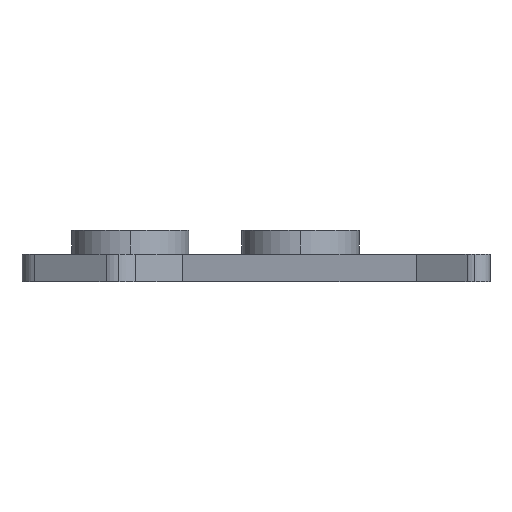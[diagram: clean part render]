
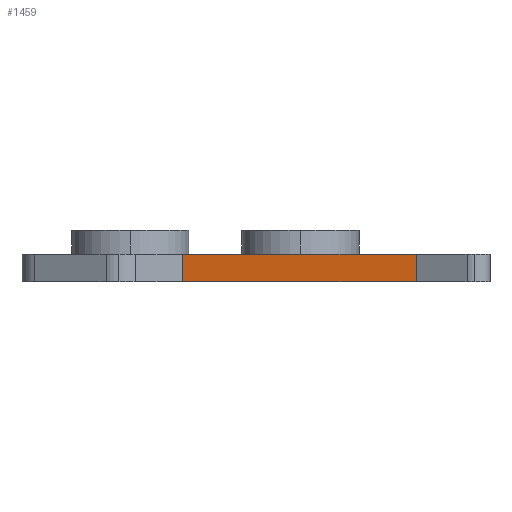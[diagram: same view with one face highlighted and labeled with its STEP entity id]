
A CAD part, left-side view. The second image highlights one B-rep face of the part: STEP entity #1459.
In plain terms, the highlighted planar face has unit normal (-0.5, -0.866, 0).
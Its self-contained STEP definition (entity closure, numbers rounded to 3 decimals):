
#32 = CARTESIAN_POINT ( 'NONE',  ( -31.316, 12.307, 1.6 ) ) ;
#39 = VECTOR ( 'NONE', #698, 1000. ) ;
#55 = EDGE_CURVE ( 'NONE', #1502, #1301, #78, .T. ) ;
#78 = LINE ( 'NONE', #920, #748 ) ;
#81 = EDGE_CURVE ( 'NONE', #1422, #122, #682, .T. ) ;
#98 = ORIENTED_EDGE ( 'NONE', *, *, #55, .T. ) ;
#122 = VERTEX_POINT ( 'NONE', #1407 ) ;
#194 = CARTESIAN_POINT ( 'NONE',  ( -7.5, -1.443, 1.6 ) ) ;
#210 = LINE ( 'NONE', #194, #349 ) ;
#278 = EDGE_CURVE ( 'NONE', #1301, #122, #1452, .T. ) ;
#323 = CARTESIAN_POINT ( 'NONE',  ( -7.5, -1.443, 1.6 ) ) ;
#327 = DIRECTION ( 'NONE',  ( -0.866, 0.5, 0. ) ) ;
#347 = CARTESIAN_POINT ( 'NONE',  ( -7.5, -1.443, 0. ) ) ;
#349 = VECTOR ( 'NONE', #560, 1000. ) ;
#560 = DIRECTION ( 'NONE',  ( 0.866, -0.5, 0. ) ) ;
#681 = EDGE_CURVE ( 'NONE', #1502, #1422, #210, .T. ) ;
#682 = LINE ( 'NONE', #807, #39 ) ;
#685 = DIRECTION ( 'NONE',  ( 0.5, 0.866, 0. ) ) ;
#698 = DIRECTION ( 'NONE',  ( 0., 0., -1. ) ) ;
#730 = ORIENTED_EDGE ( 'NONE', *, *, #278, .T. ) ;
#748 = VECTOR ( 'NONE', #1026, 1000. ) ;
#802 = VECTOR ( 'NONE', #942, 1000. ) ;
#806 = PLANE ( 'NONE',  #1427 ) ;
#807 = CARTESIAN_POINT ( 'NONE',  ( -7.5, -1.443, 1.6 ) ) ;
#920 = CARTESIAN_POINT ( 'NONE',  ( -31.316, 12.307, 1.6 ) ) ;
#923 = CARTESIAN_POINT ( 'NONE',  ( -7.5, -1.443, 1.6 ) ) ;
#942 = DIRECTION ( 'NONE',  ( 0.866, -0.5, 0. ) ) ;
#960 = EDGE_LOOP ( 'NONE', ( #730, #1361, #1319, #98 ) ) ;
#1026 = DIRECTION ( 'NONE',  ( 0., 0., -1. ) ) ;
#1219 = FACE_OUTER_BOUND ( 'NONE', #960, .T. ) ;
#1301 = VERTEX_POINT ( 'NONE', #1475 ) ;
#1319 = ORIENTED_EDGE ( 'NONE', *, *, #681, .F. ) ;
#1361 = ORIENTED_EDGE ( 'NONE', *, *, #81, .F. ) ;
#1407 = CARTESIAN_POINT ( 'NONE',  ( -7.5, -1.443, 0. ) ) ;
#1422 = VERTEX_POINT ( 'NONE', #323 ) ;
#1427 = AXIS2_PLACEMENT_3D ( 'NONE', #923, #685, #327 ) ;
#1452 = LINE ( 'NONE', #347, #802 ) ;
#1459 = ADVANCED_FACE ( 'NONE', ( #1219 ), #806, .F. ) ;
#1475 = CARTESIAN_POINT ( 'NONE',  ( -31.316, 12.307, 0. ) ) ;
#1502 = VERTEX_POINT ( 'NONE', #32 ) ;
